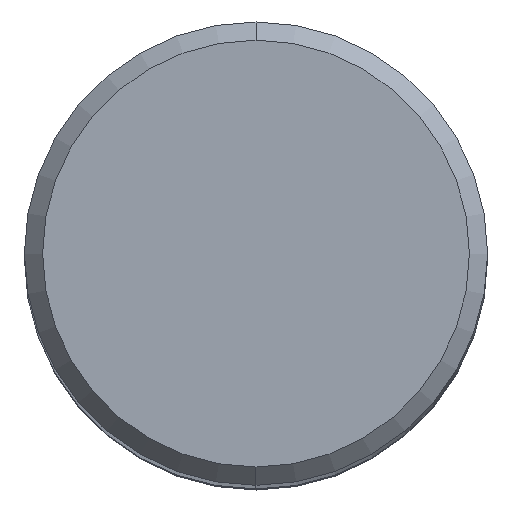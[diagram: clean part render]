
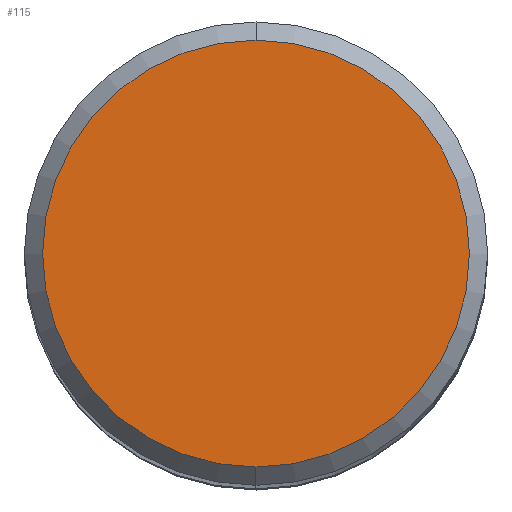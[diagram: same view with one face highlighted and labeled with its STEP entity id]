
A CAD part, top view. The second image highlights one B-rep face of the part: STEP entity #115.
In plain terms, the highlighted planar face has unit normal (0, 0, 1).
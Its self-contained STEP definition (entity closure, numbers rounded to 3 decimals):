
#51=PLANE('',#1034);
#115=ADVANCED_FACE('',(#190),#51,.F.);
#190=FACE_OUTER_BOUND('',#244,.T.);
#244=EDGE_LOOP('',(#414,#415));
#414=ORIENTED_EDGE('',*,*,#617,.T.);
#415=ORIENTED_EDGE('',*,*,#619,.T.);
#522=VERTEX_POINT('',#1580);
#523=VERTEX_POINT('',#1582);
#617=EDGE_CURVE('',#523,#522,#713,.T.);
#619=EDGE_CURVE('',#522,#523,#714,.T.);
#713=CIRCLE('',#1030,11.7);
#714=CIRCLE('',#1032,11.7);
#1030=AXIS2_PLACEMENT_3D('',#1581,#1310,#1311);
#1032=AXIS2_PLACEMENT_3D('',#1585,#1315,#1316);
#1034=AXIS2_PLACEMENT_3D('',#1587,#1319,#1320);
#1310=DIRECTION('',(0.,0.,1.));
#1311=DIRECTION('',(0.,1.,0.));
#1315=DIRECTION('',(0.,0.,1.));
#1316=DIRECTION('',(0.,-1.,0.));
#1319=DIRECTION('',(0.,0.,-1.));
#1320=DIRECTION('',(0.,1.,0.));
#1580=CARTESIAN_POINT('',(0.,-11.7,0.));
#1581=CARTESIAN_POINT('',(0.,0.,0.));
#1582=CARTESIAN_POINT('',(0.,11.7,0.));
#1585=CARTESIAN_POINT('',(0.,0.,0.));
#1587=CARTESIAN_POINT('',(0.,0.,0.));
